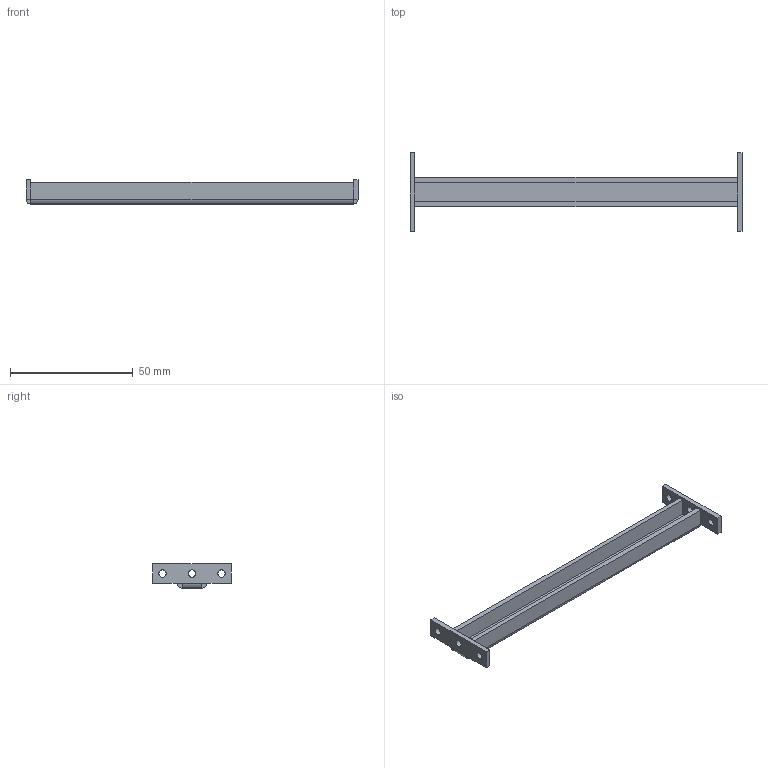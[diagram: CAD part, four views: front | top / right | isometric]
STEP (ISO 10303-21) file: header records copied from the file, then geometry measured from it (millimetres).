
FILE_DESCRIPTION (( 'STEP AP203' ), '1' );
FILE_NAME ('ºáÁº2.STEP', '2025-09-05T08:42:33', ( '' ), ( '' ), 'SwSTEP 2.0', 'SolidWorks 2025', '' );
FILE_SCHEMA (( 'CONFIG_CONTROL_DESIGN' ));
Length unit declared in the file: millimetre
Products named in the file (1): 横梁2
Bounding box: 135 x 32 x 10 mm (x, y, z)
Volume: 7576.5 mm3; surface area: 9630.8 mm2
Topology: 3 solids, 3 shells, 44 faces, 106 edges, 68 vertices
Faces by surface type: plane 28, cylinder 16
Entity records: 1375 total; most frequent: DIRECTION 228, CARTESIAN_POINT 219, ORIENTED_EDGE 212, EDGE_CURVE 106, AXIS2_PLACEMENT_3D 77, LINE 74, VECTOR 74, VERTEX_POINT 68
